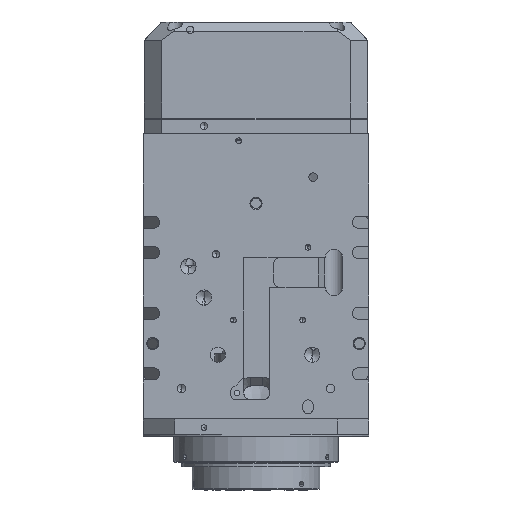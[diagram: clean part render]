
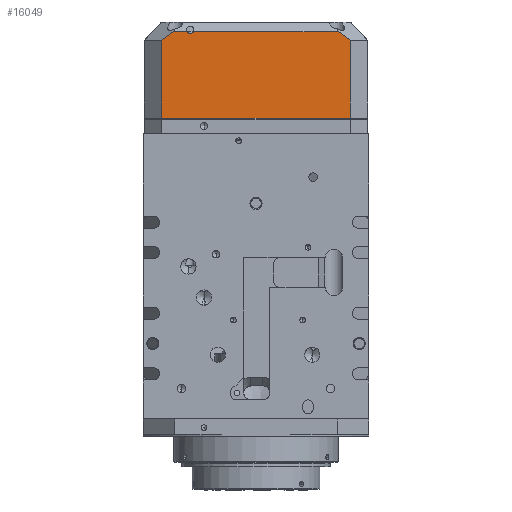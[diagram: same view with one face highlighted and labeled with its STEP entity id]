
A CAD part, front view. The second image highlights one B-rep face of the part: STEP entity #16049.
In plain terms, the highlighted planar face has unit normal (0, -1, 0).
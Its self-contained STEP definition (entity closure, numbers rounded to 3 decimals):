
#1074 = DIRECTION ( 'NONE',  ( 0., 0., -1. ) ) ;
#1301 = VERTEX_POINT ( 'NONE', #10137 ) ;
#2903 = CARTESIAN_POINT ( 'NONE',  ( -54.5, -64.5, 10.5 ) ) ;
#2990 = DIRECTION ( 'NONE',  ( -0.816, 0., -0.577 ) ) ;
#3059 = AXIS2_PLACEMENT_3D ( 'NONE', #25931, #36177, #21836 ) ;
#3206 = CARTESIAN_POINT ( 'NONE',  ( 38., -64.5, 4.5 ) ) ;
#3895 = VECTOR ( 'NONE', #26722, 1000. ) ;
#4585 = VECTOR ( 'NONE', #9147, 1000. ) ;
#4965 = CARTESIAN_POINT ( 'NONE',  ( -54.5, -64.5, 55.5 ) ) ;
#6310 = CARTESIAN_POINT ( 'NONE',  ( 39.847, -64.5, 5.5 ) ) ;
#6787 = VECTOR ( 'NONE', #23134, 1000. ) ;
#7209 = FACE_OUTER_BOUND ( 'NONE', #24012, .T. ) ;
#7394 = ORIENTED_EDGE ( 'NONE', *, *, #17348, .F. ) ;
#9056 = ORIENTED_EDGE ( 'NONE', *, *, #35518, .T. ) ;
#9147 = DIRECTION ( 'NONE',  ( 1., 0., 0. ) ) ;
#9270 = LINE ( 'NONE', #31625, #37298 ) ;
#9368 = EDGE_CURVE ( 'NONE', #44061, #17678, #17300, .T. ) ;
#9419 = VERTEX_POINT ( 'NONE', #13283 ) ;
#10137 = CARTESIAN_POINT ( 'NONE',  ( 38., -64.5, 6.6 ) ) ;
#10464 = LINE ( 'NONE', #23584, #22318 ) ;
#11080 = AXIS2_PLACEMENT_3D ( 'NONE', #11337, #11489, #25370 ) ;
#11337 = CARTESIAN_POINT ( 'NONE',  ( -54.5, -64.5, 55.5 ) ) ;
#11489 = DIRECTION ( 'NONE',  ( 0., 1., 0. ) ) ;
#11647 = VECTOR ( 'NONE', #43034, 1000. ) ;
#12449 = CARTESIAN_POINT ( 'NONE',  ( -54.5, -64.5, 55.5 ) ) ;
#12740 = CARTESIAN_POINT ( 'NONE',  ( -54.5, -64.5, 55.5 ) ) ;
#13283 = CARTESIAN_POINT ( 'NONE',  ( 54.5, -64.5, 10.5 ) ) ;
#14631 = DIRECTION ( 'NONE',  ( -1., 0., 0. ) ) ;
#15234 = EDGE_CURVE ( 'NONE', #43008, #18370, #32046, .T. ) ;
#15327 = EDGE_CURVE ( 'NONE', #9419, #44061, #10464, .T. ) ;
#15952 = CARTESIAN_POINT ( 'NONE',  ( 47.429, -64.5, 5.5 ) ) ;
#16049 = ADVANCED_FACE ( 'NONE', ( #7209 ), #42250, .F. ) ;
#16315 = VERTEX_POINT ( 'NONE', #2903 ) ;
#16800 = ORIENTED_EDGE ( 'NONE', *, *, #21821, .F. ) ;
#17075 = EDGE_CURVE ( 'NONE', #17678, #1301, #34659, .T. ) ;
#17300 = LINE ( 'NONE', #38766, #44275 ) ;
#17348 = EDGE_CURVE ( 'NONE', #1301, #23122, #23257, .T. ) ;
#17678 = VERTEX_POINT ( 'NONE', #6310 ) ;
#18370 = VERTEX_POINT ( 'NONE', #24937 ) ;
#18471 = CARTESIAN_POINT ( 'NONE',  ( -75.713, -64.5, 25.5 ) ) ;
#20982 = CARTESIAN_POINT ( 'NONE',  ( -47.429, -64.5, 5.5 ) ) ;
#21821 = EDGE_CURVE ( 'NONE', #24914, #16315, #27820, .T. ) ;
#21836 = DIRECTION ( 'NONE',  ( 0., 0., -1. ) ) ;
#22318 = VECTOR ( 'NONE', #2990, 1000. ) ;
#23122 = VERTEX_POINT ( 'NONE', #39637 ) ;
#23134 = DIRECTION ( 'NONE',  ( 0., 0., -1. ) ) ;
#23257 = CIRCLE ( 'NONE', #3059, 2.1 ) ;
#23584 = CARTESIAN_POINT ( 'NONE',  ( 3.047, -64.5, -25.883 ) ) ;
#24012 = EDGE_LOOP ( 'NONE', ( #34779, #7394, #27609, #27571, #34581, #37599, #41068, #9056, #16800 ) ) ;
#24914 = VERTEX_POINT ( 'NONE', #20982 ) ;
#24937 = CARTESIAN_POINT ( 'NONE',  ( 54.5, -64.5, 55.5 ) ) ;
#25370 = DIRECTION ( 'NONE',  ( 0., 0., 1. ) ) ;
#25931 = CARTESIAN_POINT ( 'NONE',  ( 38., -64.5, 4.5 ) ) ;
#26722 = DIRECTION ( 'NONE',  ( -1., 0., 0. ) ) ;
#27392 = EDGE_CURVE ( 'NONE', #23122, #24914, #30263, .T. ) ;
#27571 = ORIENTED_EDGE ( 'NONE', *, *, #9368, .F. ) ;
#27609 = ORIENTED_EDGE ( 'NONE', *, *, #17075, .F. ) ;
#27820 = LINE ( 'NONE', #18471, #11647 ) ;
#30263 = LINE ( 'NONE', #44048, #3895 ) ;
#31625 = CARTESIAN_POINT ( 'NONE',  ( 54.5, -64.5, 55.5 ) ) ;
#32046 = LINE ( 'NONE', #12449, #4585 ) ;
#34509 = AXIS2_PLACEMENT_3D ( 'NONE', #3206, #37683, #40998 ) ;
#34581 = ORIENTED_EDGE ( 'NONE', *, *, #15327, .F. ) ;
#34659 = CIRCLE ( 'NONE', #34509, 2.1 ) ;
#34779 = ORIENTED_EDGE ( 'NONE', *, *, #27392, .F. ) ;
#35518 = EDGE_CURVE ( 'NONE', #43008, #16315, #41330, .T. ) ;
#36177 = DIRECTION ( 'NONE',  ( 0., -1., 0. ) ) ;
#37298 = VECTOR ( 'NONE', #1074, 1000. ) ;
#37599 = ORIENTED_EDGE ( 'NONE', *, *, #41271, .F. ) ;
#37683 = DIRECTION ( 'NONE',  ( 0., -1., 0. ) ) ;
#38766 = CARTESIAN_POINT ( 'NONE',  ( 64.5, -64.5, 5.5 ) ) ;
#39637 = CARTESIAN_POINT ( 'NONE',  ( 36.153, -64.5, 5.5 ) ) ;
#40998 = DIRECTION ( 'NONE',  ( 0., 0., -1. ) ) ;
#41068 = ORIENTED_EDGE ( 'NONE', *, *, #15234, .F. ) ;
#41271 = EDGE_CURVE ( 'NONE', #18370, #9419, #9270, .T. ) ;
#41330 = LINE ( 'NONE', #12740, #6787 ) ;
#42250 = PLANE ( 'NONE',  #11080 ) ;
#43008 = VERTEX_POINT ( 'NONE', #4965 ) ;
#43034 = DIRECTION ( 'NONE',  ( -0.816, 0., 0.577 ) ) ;
#44048 = CARTESIAN_POINT ( 'NONE',  ( 64.5, -64.5, 5.5 ) ) ;
#44061 = VERTEX_POINT ( 'NONE', #15952 ) ;
#44275 = VECTOR ( 'NONE', #14631, 1000. ) ;
